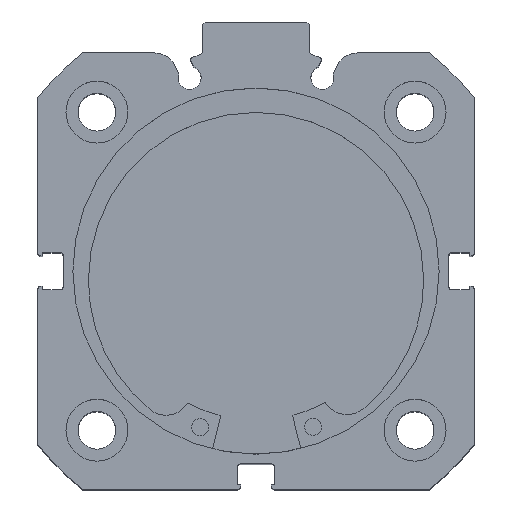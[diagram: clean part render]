
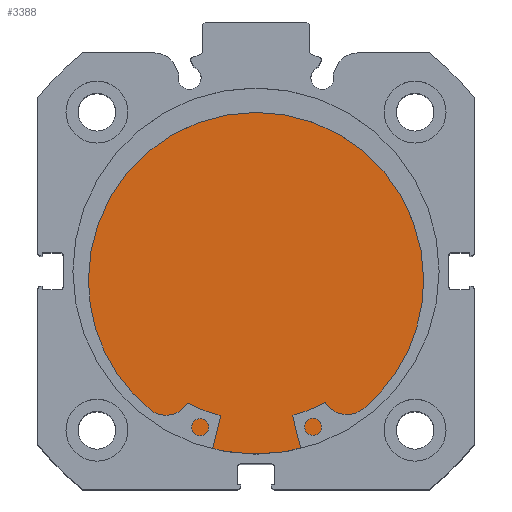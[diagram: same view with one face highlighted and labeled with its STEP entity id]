
A CAD part, top view. The second image highlights one B-rep face of the part: STEP entity #3388.
In plain terms, the highlighted face is planar.
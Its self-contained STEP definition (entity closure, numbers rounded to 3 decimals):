
#735 = EDGE_CURVE ( 'NONE', #2747, #3259, #2850, .T. ) ;
#739 = EDGE_CURVE ( 'NONE', #3259, #2747, #2860, .T. ) ;
#992 = AXIS2_PLACEMENT_3D ( 'NONE', #4628, #4635, #4636 ) ;
#993 = AXIS2_PLACEMENT_3D ( 'NONE', #4645, #4646, #4647 ) ;
#1093 = AXIS2_PLACEMENT_3D ( 'NONE', #5335, #5338, #5339 ) ;
#2747 = VERTEX_POINT ( 'NONE', #4741 ) ;
#2850 = CIRCLE ( 'NONE', #992, 32.5 ) ;
#2860 = CIRCLE ( 'NONE', #993, 32.5 ) ;
#3259 = VERTEX_POINT ( 'NONE', #5037 ) ;
#3388 = ADVANCED_FACE ( 'NONE', ( #6099 ), #5336, .F. ) ;
#4628 = CARTESIAN_POINT ( 'NONE',  ( 9.5, 0., 0. ) ) ;
#4635 = DIRECTION ( 'NONE',  ( -1., 0., 0. ) ) ;
#4636 = DIRECTION ( 'NONE',  ( 0., 0., 1. ) ) ;
#4645 = CARTESIAN_POINT ( 'NONE',  ( 9.5, 0., 0. ) ) ;
#4646 = DIRECTION ( 'NONE',  ( -1., 0., 0. ) ) ;
#4647 = DIRECTION ( 'NONE',  ( 0., 0., 1. ) ) ;
#4741 = CARTESIAN_POINT ( 'NONE',  ( 9.5, 0., -32.5 ) ) ;
#5037 = CARTESIAN_POINT ( 'NONE',  ( 9.5, 0., 32.5 ) ) ;
#5335 = CARTESIAN_POINT ( 'NONE',  ( 9.5, 32.5, 0. ) ) ;
#5336 = PLANE ( 'NONE',  #1093 ) ;
#5338 = DIRECTION ( 'NONE',  ( -1., 0., 0. ) ) ;
#5339 = DIRECTION ( 'NONE',  ( 0., 0., 1. ) ) ;
#6099 = FACE_OUTER_BOUND ( 'NONE', #6814, .T. ) ;
#6440 = ORIENTED_EDGE ( 'NONE', *, *, #739, .F. ) ;
#6596 = ORIENTED_EDGE ( 'NONE', *, *, #735, .F. ) ;
#6814 = EDGE_LOOP ( 'NONE', ( #6440, #6596 ) ) ;
